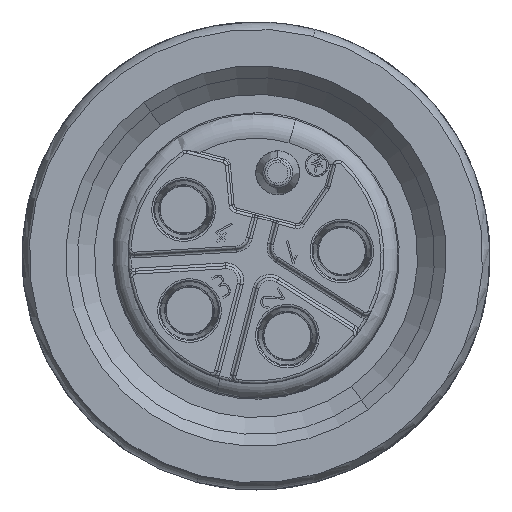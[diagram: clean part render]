
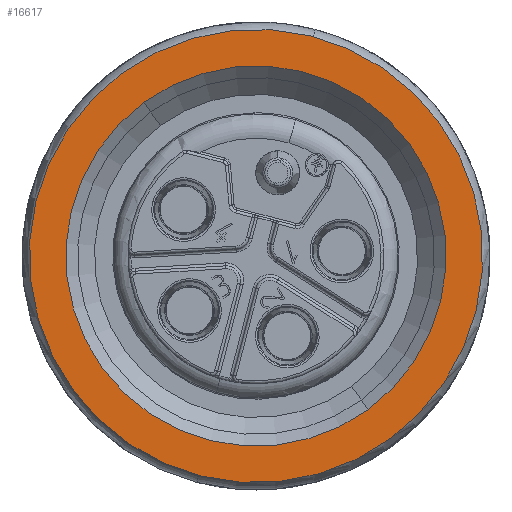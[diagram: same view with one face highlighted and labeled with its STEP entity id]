
A CAD part, left-side view. The second image highlights one B-rep face of the part: STEP entity #16617.
In plain terms, the highlighted planar face has unit normal (-1, 0, 0).
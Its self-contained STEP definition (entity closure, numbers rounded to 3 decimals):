
#5364=CARTESIAN_POINT('',(-25.,2.822,-0.766));
#5365=DIRECTION('',(-1.,0.,0.));
#5366=DIRECTION('',(0.,0.59,0.807));
#5367=AXIS2_PLACEMENT_3D('',#5364,#5365,#5366);
#5372=CARTESIAN_POINT('',(-25.,2.822,-0.766));
#5373=DIRECTION('',(-1.,0.,0.));
#5374=DIRECTION('',(0.,-0.59,-0.807));
#5375=AXIS2_PLACEMENT_3D('',#5372,#5373,#5374);
#5380=CARTESIAN_POINT('',(-25.,2.822,-0.766));
#5381=DIRECTION('',(1.,0.,0.));
#5382=DIRECTION('',(0.,0.59,0.807));
#5383=AXIS2_PLACEMENT_3D('',#5380,#5381,#5382);
#5388=CARTESIAN_POINT('',(-25.,2.822,-0.766));
#5389=DIRECTION('',(1.,0.,0.));
#5390=DIRECTION('',(0.,-0.59,-0.807));
#5391=AXIS2_PLACEMENT_3D('',#5388,#5389,#5390);
#7533=CARTESIAN_POINT('',(-25.,-1.015,-6.012));
#7535=VERTEX_POINT('',#7533);
#7537=CARTESIAN_POINT('',(-25.,6.66,4.481));
#7539=VERTEX_POINT('',#7537);
#7643=CARTESIAN_POINT('',(-25.,7.398,5.489));
#7645=VERTEX_POINT('',#7643);
#7647=CARTESIAN_POINT('',(-25.,-1.753,-7.02));
#7649=VERTEX_POINT('',#7647);
#16601=CARTESIAN_POINT('',(-25.,7.398,5.489));
#16602=DIRECTION('',(-1.,0.,0.));
#16603=DIRECTION('',(0.,1.,0.));
#16604=AXIS2_PLACEMENT_3D('',#16601,#16602,#16603);
#16605=PLANE('',#16604);
#16607=ORIENTED_EDGE('',*,*,#16606,.F.);
#16609=ORIENTED_EDGE('',*,*,#16608,.F.);
#16610=EDGE_LOOP('',(#16607,#16609));
#16611=FACE_OUTER_BOUND('',#16610,.F.);
#16613=ORIENTED_EDGE('',*,*,#16612,.F.);
#16614=ORIENTED_EDGE('',*,*,#16591,.F.);
#16615=EDGE_LOOP('',(#16613,#16614));
#16616=FACE_BOUND('',#16615,.F.);
#16617=ADVANCED_FACE('',(#16611,#16616),#16605,.T.);
#5368=CIRCLE('',#5367,7.75);
#5376=CIRCLE('',#5375,7.75);
#5384=CIRCLE('',#5383,6.5);
#5392=CIRCLE('',#5391,6.5);
#16591=EDGE_CURVE('',#7535,#7539,#5392,.T.);
#16606=EDGE_CURVE('',#7645,#7649,#5368,.T.);
#16608=EDGE_CURVE('',#7649,#7645,#5376,.T.);
#16612=EDGE_CURVE('',#7539,#7535,#5384,.T.);
